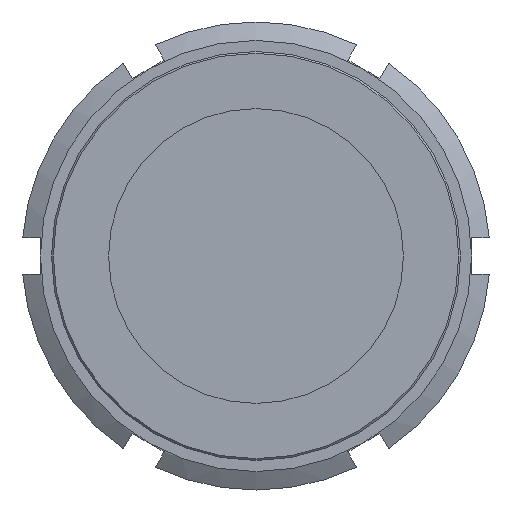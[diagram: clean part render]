
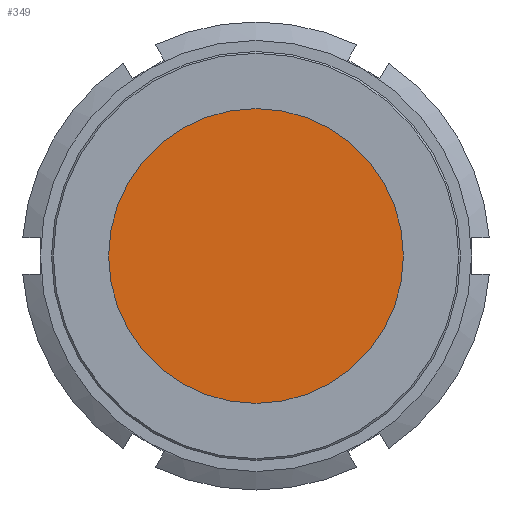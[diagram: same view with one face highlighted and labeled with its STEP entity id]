
A CAD part, left-side view. The second image highlights one B-rep face of the part: STEP entity #349.
In plain terms, the highlighted planar face has unit normal (-1, 0, 0).
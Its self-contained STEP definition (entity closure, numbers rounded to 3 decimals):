
#309=CARTESIAN_POINT('',(-53.5,40.5,0.));
#310=VERTEX_POINT('',#309);
#311=CARTESIAN_POINT('',(-53.5,0.,0.));
#312=DIRECTION('',(-1.0,0.0,0.0));
#313=DIRECTION('',(0.0,1.0,0.0));
#314=AXIS2_PLACEMENT_3D('',#311,#312,#313);
#315=CIRCLE('',#314,40.5);
#316=EDGE_CURVE('',#310,#310,#315,.T.);
#341=CARTESIAN_POINT('',(-53.5,25.0,0.0));
#342=DIRECTION('',(-1.0,0.0,0.0));
#343=DIRECTION('',(0.0,0.0,1.0));
#344=AXIS2_PLACEMENT_3D('',#341,#342,#343);
#345=PLANE('',#344);
#346=ORIENTED_EDGE('',*,*,#316,.T.);
#347=EDGE_LOOP('',(#346));
#348=FACE_OUTER_BOUND('',#347,.T.);
#349=ADVANCED_FACE('',(#348),#345,.T.);
